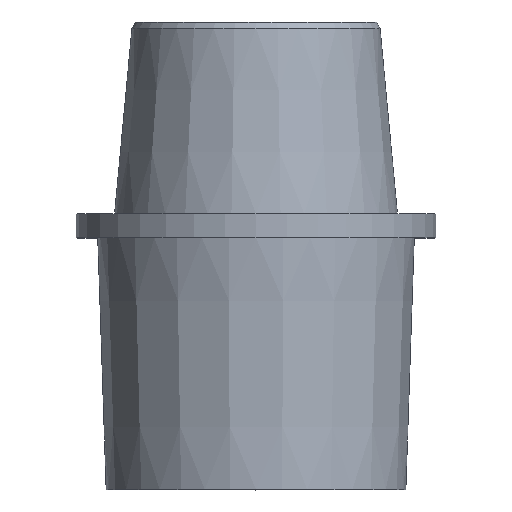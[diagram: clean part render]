
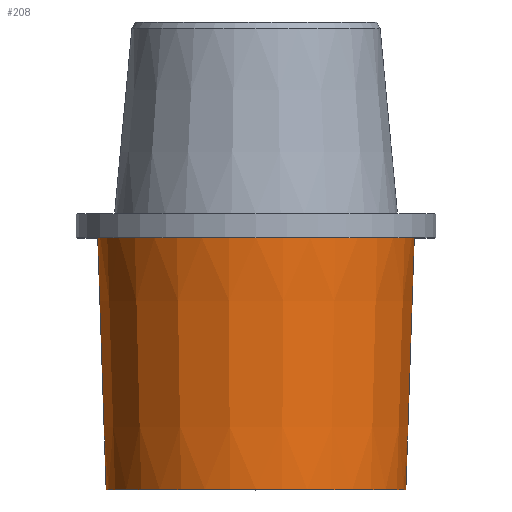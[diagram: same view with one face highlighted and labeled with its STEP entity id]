
A CAD part, top view. The second image highlights one B-rep face of the part: STEP entity #208.
In plain terms, the highlighted conical face has half-angle 1.909 degrees and reference radius 1000 mm.
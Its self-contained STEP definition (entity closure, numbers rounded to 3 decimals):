
#27=FACE_OUTER_BOUND('',#39,.T.);
#39=EDGE_LOOP('',(#137,#138,#139,#140));
#56=LINE('',#344,#63);
#63=VECTOR('',#272,1000.);
#70=CIRCLE('',#235,13.2);
#71=CIRCLE('',#236,12.5);
#90=VERTEX_POINT('',#341);
#91=VERTEX_POINT('',#343);
#110=EDGE_CURVE('',#90,#90,#70,.T.);
#111=EDGE_CURVE('',#90,#91,#56,.T.);
#112=EDGE_CURVE('',#91,#91,#71,.T.);
#137=ORIENTED_EDGE('',*,*,#110,.T.);
#138=ORIENTED_EDGE('',*,*,#111,.T.);
#139=ORIENTED_EDGE('',*,*,#112,.F.);
#140=ORIENTED_EDGE('',*,*,#111,.F.);
#191=CONICAL_SURFACE('',#234,1000.,0.033);
#208=ADVANCED_FACE('',(#27),#191,.T.);
#234=AXIS2_PLACEMENT_3D('',#340,#268,#269);
#235=AXIS2_PLACEMENT_3D('',#342,#270,#271);
#236=AXIS2_PLACEMENT_3D('',#345,#273,#274);
#268=DIRECTION('center_axis',(0.,1.,0.));
#269=DIRECTION('ref_axis',(1.,0.,0.));
#270=DIRECTION('center_axis',(0.,-1.,0.));
#271=DIRECTION('ref_axis',(1.,0.,0.));
#272=DIRECTION('',(0.033,-0.999,0.));
#273=DIRECTION('center_axis',(0.,-1.,0.));
#274=DIRECTION('ref_axis',(1.,0.,0.));
#340=CARTESIAN_POINT('Origin',(0.,29625.,0.));
#341=CARTESIAN_POINT('',(-13.2,21.,0.));
#342=CARTESIAN_POINT('Origin',(0.,21.,0.));
#343=CARTESIAN_POINT('',(-12.5,0.,0.));
#344=CARTESIAN_POINT('',(-1000.,29625.,0.));
#345=CARTESIAN_POINT('Origin',(0.,0.,
0.));
